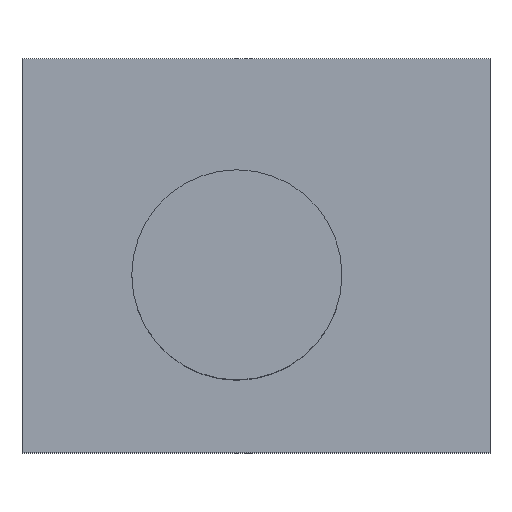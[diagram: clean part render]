
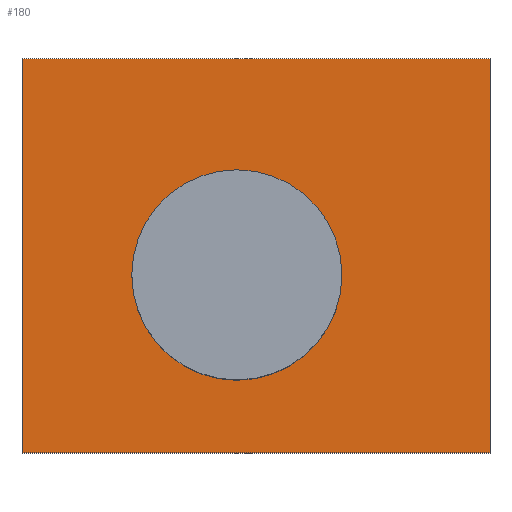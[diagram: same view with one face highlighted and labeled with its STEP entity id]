
A CAD part, top view. The second image highlights one B-rep face of the part: STEP entity #180.
In plain terms, the highlighted planar face has unit normal (0, 0, 1).
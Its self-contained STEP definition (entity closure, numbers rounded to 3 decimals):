
#4 = DIRECTION ( 'NONE',  ( -1., 0., 0. ) ) ;
#8 = EDGE_CURVE ( 'NONE', #281, #92, #287, .T. ) ;
#11 = DIRECTION ( 'NONE',  ( 0., 0., 1. ) ) ;
#16 = DIRECTION ( 'NONE',  ( 1., 0., 0. ) ) ;
#19 = CARTESIAN_POINT ( 'NONE',  ( -39.942, -28.994, 35. ) ) ;
#21 = AXIS2_PLACEMENT_3D ( 'NONE', #279, #153, #16 ) ;
#23 = EDGE_LOOP ( 'NONE', ( #35, #117, #148, #41 ) ) ;
#28 = DIRECTION ( 'NONE',  ( 0., 1., 0. ) ) ;
#29 = VECTOR ( 'NONE', #187, 1000. ) ;
#35 = ORIENTED_EDGE ( 'NONE', *, *, #8, .T. ) ;
#37 = LINE ( 'NONE', #78, #264 ) ;
#39 = DIRECTION ( 'NONE',  ( 1., 0., 0. ) ) ;
#41 = ORIENTED_EDGE ( 'NONE', *, *, #42, .T. ) ;
#42 = EDGE_CURVE ( 'NONE', #105, #281, #37, .T. ) ;
#43 = ORIENTED_EDGE ( 'NONE', *, *, #160, .F. ) ;
#46 = CARTESIAN_POINT ( 'NONE',  ( 12.287, 0., 35. ) ) ;
#50 = EDGE_CURVE ( 'NONE', #113, #105, #79, .T. ) ;
#55 = FACE_OUTER_BOUND ( 'NONE', #23, .T. ) ;
#61 = VERTEX_POINT ( 'NONE', #46 ) ;
#69 = CARTESIAN_POINT ( 'NONE',  ( -39.942, -28.994, 35. ) ) ;
#71 = EDGE_CURVE ( 'NONE', #92, #113, #88, .T. ) ;
#78 = CARTESIAN_POINT ( 'NONE',  ( -39.942, 35.336, 35. ) ) ;
#79 = LINE ( 'NONE', #137, #210 ) ;
#88 = LINE ( 'NONE', #19, #29 ) ;
#92 = VERTEX_POINT ( 'NONE', #69 ) ;
#100 = FACE_BOUND ( 'NONE', #227, .T. ) ;
#103 = AXIS2_PLACEMENT_3D ( 'NONE', #255, #11, #39 ) ;
#105 = VERTEX_POINT ( 'NONE', #290 ) ;
#108 = CARTESIAN_POINT ( 'NONE',  ( -4.865, 0., 35. ) ) ;
#113 = VERTEX_POINT ( 'NONE', #131 ) ;
#117 = ORIENTED_EDGE ( 'NONE', *, *, #71, .T. ) ;
#122 = CARTESIAN_POINT ( 'NONE',  ( -39.942, 35.336, 35. ) ) ;
#131 = CARTESIAN_POINT ( 'NONE',  ( 36.469, -28.994, 35. ) ) ;
#132 = CARTESIAN_POINT ( 'NONE',  ( -22.017, 0., 35. ) ) ;
#137 = CARTESIAN_POINT ( 'NONE',  ( 36.469, 35.336, 35. ) ) ;
#148 = ORIENTED_EDGE ( 'NONE', *, *, #50, .T. ) ;
#153 = DIRECTION ( 'NONE',  ( 0., 0., 1. ) ) ;
#157 = PLANE ( 'NONE',  #103 ) ;
#160 = EDGE_CURVE ( 'NONE', #61, #169, #229, .T. ) ;
#168 = EDGE_CURVE ( 'NONE', #169, #61, #280, .T. ) ;
#169 = VERTEX_POINT ( 'NONE', #132 ) ;
#180 = ADVANCED_FACE ( 'NONE', ( #100, #55 ), #157, .T. ) ;
#187 = DIRECTION ( 'NONE',  ( 1., 0., 0. ) ) ;
#194 = CARTESIAN_POINT ( 'NONE',  ( -39.942, 35.336, 35. ) ) ;
#205 = DIRECTION ( 'NONE',  ( 0., 0., 1. ) ) ;
#210 = VECTOR ( 'NONE', #28, 1000. ) ;
#222 = VECTOR ( 'NONE', #299, 1000. ) ;
#227 = EDGE_LOOP ( 'NONE', ( #252, #43 ) ) ;
#229 = CIRCLE ( 'NONE', #265, 17.152 ) ;
#252 = ORIENTED_EDGE ( 'NONE', *, *, #168, .F. ) ;
#255 = CARTESIAN_POINT ( 'NONE',  ( 0., 0., 35. ) ) ;
#257 = DIRECTION ( 'NONE',  ( 1., 0., 0. ) ) ;
#264 = VECTOR ( 'NONE', #4, 1000. ) ;
#265 = AXIS2_PLACEMENT_3D ( 'NONE', #108, #205, #257 ) ;
#279 = CARTESIAN_POINT ( 'NONE',  ( -4.865, 0., 35. ) ) ;
#280 = CIRCLE ( 'NONE', #21, 17.152 ) ;
#281 = VERTEX_POINT ( 'NONE', #194 ) ;
#287 = LINE ( 'NONE', #122, #222 ) ;
#290 = CARTESIAN_POINT ( 'NONE',  ( 36.469, 35.336, 35. ) ) ;
#299 = DIRECTION ( 'NONE',  ( 0., -1., 0. ) ) ;
